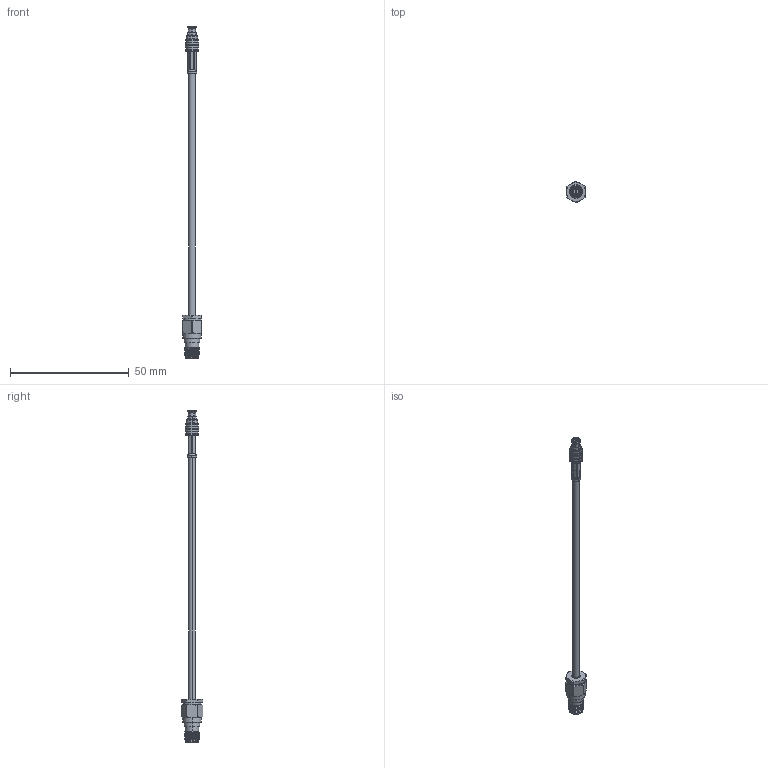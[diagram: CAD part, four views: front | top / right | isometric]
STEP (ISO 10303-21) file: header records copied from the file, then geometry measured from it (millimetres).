
FILE_DESCRIPTION (( 'STEP AP203' ), '1' );
FILE_NAME ('PE3W08203LF.step', '2020-09-09T16:42:32', ( '' ), ( '' ), 'SwSTEP 2.0', 'SolidWorks 2018', '' );
FILE_SCHEMA (( 'CONFIG_CONTROL_DESIGN' ));
Length unit declared in the file: inch
Products named in the file (4): PE4030^PE3W08203LF; PE4551^PE3W08203LF_Crimped; PE3W08203LF; LMR-100A-PVC^PE3W08203LF_LMR-100A
Assembly tree (3 placements, depth 2):
  PE3W08203LF
    LMR-100A-PVC^PE3W08203LF_LMR-100A
    PE4551^PE3W08203LF_Crimped
    PE4030^PE3W08203LF
Bounding box: 7.94 x 9.03 x 139.69 mm (x, y, z)
Volume: 1515.9 mm3; surface area: 2078.7 mm2
Topology: 4 solids, 4 shells, 281 faces, 695 edges, 440 vertices
Faces by surface type: cylinder 123, plane 80, cone 67, bspline 7, torus 4
Entity records: 11332 total; most frequent: CARTESIAN_POINT 4478, ORIENTED_EDGE 1390, DIRECTION 1303, EDGE_CURVE 695, AXIS2_PLACEMENT_3D 528, VERTEX_POINT 440, EDGE_LOOP 301, FACE_OUTER_BOUND 281
